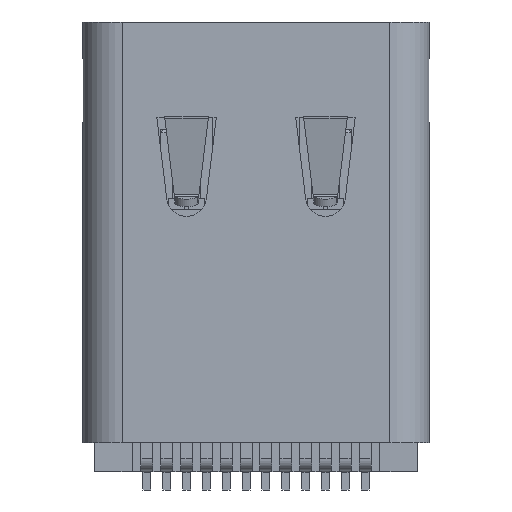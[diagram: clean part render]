
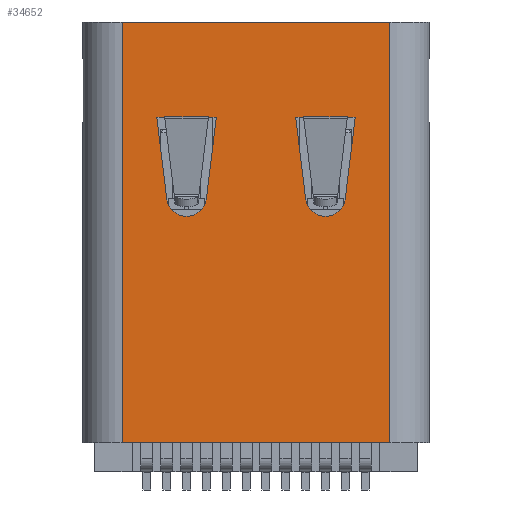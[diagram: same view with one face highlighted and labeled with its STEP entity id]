
A CAD part, front view. The second image highlights one B-rep face of the part: STEP entity #34652.
In plain terms, the highlighted face is planar.
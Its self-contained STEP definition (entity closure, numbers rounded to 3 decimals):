
#845 = CIRCLE( '', #36740,0.504 ) ;
#846 = CIRCLE( '', #36741,0.504 ) ;
#6389 = ORIENTED_EDGE( '',*,*, #14076, .F.) ;
#6390 = ORIENTED_EDGE( '',*,*, #14077, .T.) ;
#6391 = ORIENTED_EDGE( '',*,*, #14078, .F.) ;
#6392 = ORIENTED_EDGE( '',*,*, #14049, .T.) ;
#6393 = ORIENTED_EDGE( '',*,*, #14079, .T.) ;
#6394 = ORIENTED_EDGE( '',*,*, #14080, .F.) ;
#6395 = ORIENTED_EDGE( '',*,*, #14081, .F.) ;
#6396 = ORIENTED_EDGE( '',*,*, #14082, .F.) ;
#6397 = ORIENTED_EDGE( '',*,*, #14083, .F.) ;
#6398 = ORIENTED_EDGE( '',*,*, #14084, .F.) ;
#6399 = ORIENTED_EDGE( '',*,*, #14085, .F.) ;
#6400 = ORIENTED_EDGE( '',*,*, #14086, .T.) ;
#6401 = ORIENTED_EDGE( '',*,*, #14087, .F.) ;
#6402 = ORIENTED_EDGE( '',*,*, #14088, .T.) ;
#6403 = ORIENTED_EDGE( '',*,*, #14089, .T.) ;
#6404 = ORIENTED_EDGE( '',*,*, #14090, .F.) ;
#6405 = ORIENTED_EDGE( '',*,*, #14091, .F.) ;
#6406 = ORIENTED_EDGE( '',*,*, #14092, .F.) ;
#6407 = ORIENTED_EDGE( '',*,*, #14093, .F.) ;
#6408 = ORIENTED_EDGE( '',*,*, #14094, .F.) ;
#6409 = ORIENTED_EDGE( '',*,*, #14095, .F.) ;
#6410 = ORIENTED_EDGE( '',*,*, #14096, .F.) ;
#6411 = ORIENTED_EDGE( '',*,*, #14097, .T.) ;
#6412 = ORIENTED_EDGE( '',*,*, #14098, .T.) ;
#14049 = EDGE_CURVE( '', #18300, #18301, #22414, .T.) ;
#14076 = EDGE_CURVE( '', #18326, #18327, #22439, .T.) ;
#14077 = EDGE_CURVE( '', #18326, #18328, #22440, .T.) ;
#14078 = EDGE_CURVE( '', #18300, #18328, #22441, .T.) ;
#14079 = EDGE_CURVE( '', #18301, #18329, #22442, .T.) ;
#14080 = EDGE_CURVE( '', #18330, #18329, #22443, .T.) ;
#14081 = EDGE_CURVE( '', #18331, #18330, #22444, .T.) ;
#14082 = EDGE_CURVE( '', #18332, #18331, #845, .T.) ;
#14083 = EDGE_CURVE( '', #18333, #18332, #22445, .T.) ;
#14084 = EDGE_CURVE( '', #18327, #18333, #22446, .T.) ;
#14085 = EDGE_CURVE( '', #18334, #18335, #22447, .T.) ;
#14086 = EDGE_CURVE( '', #18334, #18336, #22448, .T.) ;
#14087 = EDGE_CURVE( '', #18337, #18336, #22449, .T.) ;
#14088 = EDGE_CURVE( '', #18337, #18338, #22450, .T.) ;
#14089 = EDGE_CURVE( '', #18338, #18339, #22451, .T.) ;
#14090 = EDGE_CURVE( '', #18340, #18339, #22452, .T.) ;
#14091 = EDGE_CURVE( '', #18341, #18340, #22453, .T.) ;
#14092 = EDGE_CURVE( '', #18342, #18341, #846, .T.) ;
#14093 = EDGE_CURVE( '', #18343, #18342, #22454, .T.) ;
#14094 = EDGE_CURVE( '', #18335, #18343, #22455, .T.) ;
#14095 = EDGE_CURVE( '', #18344, #18345, #22456, .T.) ;
#14096 = EDGE_CURVE( '', #18346, #18344, #22457, .T.) ;
#14097 = EDGE_CURVE( '', #18346, #18347, #22458, .T.) ;
#14098 = EDGE_CURVE( '', #18347, #18345, #22459, .T.) ;
#18300 = VERTEX_POINT( '', #51987 ) ;
#18301 = VERTEX_POINT( '', #51988 ) ;
#18326 = VERTEX_POINT( '', #52042 ) ;
#18327 = VERTEX_POINT( '', #52043 ) ;
#18328 = VERTEX_POINT( '', #52045 ) ;
#18329 = VERTEX_POINT( '', #52048 ) ;
#18330 = VERTEX_POINT( '', #52050 ) ;
#18331 = VERTEX_POINT( '', #52052 ) ;
#18332 = VERTEX_POINT( '', #52054 ) ;
#18333 = VERTEX_POINT( '', #52056 ) ;
#18334 = VERTEX_POINT( '', #52059 ) ;
#18335 = VERTEX_POINT( '', #52060 ) ;
#18336 = VERTEX_POINT( '', #52062 ) ;
#18337 = VERTEX_POINT( '', #52064 ) ;
#18338 = VERTEX_POINT( '', #52066 ) ;
#18339 = VERTEX_POINT( '', #52068 ) ;
#18340 = VERTEX_POINT( '', #52070 ) ;
#18341 = VERTEX_POINT( '', #52072 ) ;
#18342 = VERTEX_POINT( '', #52074 ) ;
#18343 = VERTEX_POINT( '', #52076 ) ;
#18344 = VERTEX_POINT( '', #52079 ) ;
#18345 = VERTEX_POINT( '', #52080 ) ;
#18346 = VERTEX_POINT( '', #52082 ) ;
#18347 = VERTEX_POINT( '', #52084 ) ;
#22414 = LINE( '', #51986, #26735 ) ;
#22439 = LINE( '', #52041, #26760 ) ;
#22440 = LINE( '', #52044, #26761 ) ;
#22441 = LINE( '', #52046, #26762 ) ;
#22442 = LINE( '', #52047, #26763 ) ;
#22443 = LINE( '', #52049, #26764 ) ;
#22444 = LINE( '', #52051, #26765 ) ;
#22445 = LINE( '', #52055, #26766 ) ;
#22446 = LINE( '', #52057, #26767 ) ;
#22447 = LINE( '', #52058, #26768 ) ;
#22448 = LINE( '', #52061, #26769 ) ;
#22449 = LINE( '', #52063, #26770 ) ;
#22450 = LINE( '', #52065, #26771 ) ;
#22451 = LINE( '', #52067, #26772 ) ;
#22452 = LINE( '', #52069, #26773 ) ;
#22453 = LINE( '', #52071, #26774 ) ;
#22454 = LINE( '', #52075, #26775 ) ;
#22455 = LINE( '', #52077, #26776 ) ;
#22456 = LINE( '', #52078, #26777 ) ;
#22457 = LINE( '', #52081, #26778 ) ;
#22458 = LINE( '', #52083, #26779 ) ;
#22459 = LINE( '', #52085, #26780 ) ;
#26735 = VECTOR( '', #42363,1000.) ;
#26760 = VECTOR( '', #42396,1000.) ;
#26761 = VECTOR( '', #42397,1000.) ;
#26762 = VECTOR( '', #42398,1000.) ;
#26763 = VECTOR( '', #42399,1000.) ;
#26764 = VECTOR( '', #42400,1000.) ;
#26765 = VECTOR( '', #42401,1000.) ;
#26766 = VECTOR( '', #42404,1000.) ;
#26767 = VECTOR( '', #42405,1000.) ;
#26768 = VECTOR( '', #42406,1000.) ;
#26769 = VECTOR( '', #42407,1000.) ;
#26770 = VECTOR( '', #42408,1000.) ;
#26771 = VECTOR( '', #42409,1000.) ;
#26772 = VECTOR( '', #42410,1000.) ;
#26773 = VECTOR( '', #42411,1000.) ;
#26774 = VECTOR( '', #42412,1000.) ;
#26775 = VECTOR( '', #42415,1000.) ;
#26776 = VECTOR( '', #42416,1000.) ;
#26777 = VECTOR( '', #42417,1000.) ;
#26778 = VECTOR( '', #42418,1000.) ;
#26779 = VECTOR( '', #42419,1000.) ;
#26780 = VECTOR( '', #42420,1000.) ;
#29504 = EDGE_LOOP( '', (#6389, #6390, #6391, #6392, #6393, #6394, #6395, #6396, #6397,
#6398 )) ;
#29505 = EDGE_LOOP( '', (#6399, #6400, #6401, #6402, #6403, #6404, #6405, #6406, #6407,
#6408 )) ;
#29506 = EDGE_LOOP( '', (#6409, #6410, #6411, #6412 )) ;
#31403 = FACE_BOUND( '', #29504, .T.) ;
#31404 = FACE_BOUND( '', #29505, .T.) ;
#31405 = FACE_BOUND( '', #29506, .T.) ;
#33177 = PLANE( '', #36739 ) ;
#34652 = ADVANCED_FACE( '', (#31403, #31404, #31405 ), #33177, .T.) ;
#36739 = AXIS2_PLACEMENT_3D( '', #52040, #42394, #42395 ) ;
#36740 = AXIS2_PLACEMENT_3D( '', #52053, #42402, #42403 ) ;
#36741 = AXIS2_PLACEMENT_3D( '', #52073, #42413, #42414 ) ;
#42363 = DIRECTION( '', (-1.,0.,0.)) ;
#42394 = DIRECTION( '', (0.,0.,1.)) ;
#42395 = DIRECTION( '', (1.,0.,0. )) ;
#42396 = DIRECTION( '', (0.,1.,0.)) ;
#42397 = DIRECTION( '', (-1.,0.,0.)) ;
#42398 = DIRECTION( '', (1.,0.,0. )) ;
#42399 = DIRECTION( '', (0.,1.,0.)) ;
#42400 = DIRECTION( '', (1.,0.,0. )) ;
#42401 = DIRECTION( '', (-0.121,-0.993,0. )) ;
#42402 = DIRECTION( '', (0.,0.,1.)) ;
#42403 = DIRECTION( '', (0.,-1.,0.)) ;
#42404 = DIRECTION( '', (-0.121,0.993,0. )) ;
#42405 = DIRECTION( '', (1.,0.,0. )) ;
#42406 = DIRECTION( '', (0.,1.,0.)) ;
#42407 = DIRECTION( '', (-1.,0.,0.)) ;
#42408 = DIRECTION( '', (1.,0.,0. )) ;
#42409 = DIRECTION( '', (-1.,0.,0.)) ;
#42410 = DIRECTION( '', (0.,1.,0.)) ;
#42411 = DIRECTION( '', (1.,0.,0. )) ;
#42412 = DIRECTION( '', (-0.121,-0.993,0. )) ;
#42413 = DIRECTION( '', (0.,0.,1.)) ;
#42414 = DIRECTION( '', (0.,-1.,0.)) ;
#42415 = DIRECTION( '', (-0.121,0.993,0. )) ;
#42416 = DIRECTION( '', (1.,0.,0. )) ;
#42417 = DIRECTION( '', (-1.,0.,0. )) ;
#42418 = DIRECTION( '', (0.,-1.,0.)) ;
#42419 = DIRECTION( '', (-1.,0.,0. )) ;
#42420 = DIRECTION( '', (0.,-1.,0.)) ;
#51986 = CARTESIAN_POINT( '', (1.2,-2.91,1.48 )) ;
#51987 = CARTESIAN_POINT( '', (1.2,-2.91,1.48 )) ;
#51988 = CARTESIAN_POINT( '', (1.198,-2.91,1.48 )) ;
#52040 = CARTESIAN_POINT( '', (-3.37,5.3,1.48 )) ;
#52041 = CARTESIAN_POINT( '', (2.302,-2.91,1.48 )) ;
#52042 = CARTESIAN_POINT( '', (2.302,-2.91,1.48 )) ;
#52043 = CARTESIAN_POINT( '', (2.302,-2.9,1.48 )) ;
#52044 = CARTESIAN_POINT( '', (1.2,-2.91,1.48 )) ;
#52045 = CARTESIAN_POINT( '', (2.3,-2.91,1.48 )) ;
#52046 = CARTESIAN_POINT( '', (1.2,-2.91,1.48 )) ;
#52047 = CARTESIAN_POINT( '', (1.198,-2.91,1.48 )) ;
#52048 = CARTESIAN_POINT( '', (1.198,-2.9,1.48 )) ;
#52049 = CARTESIAN_POINT( '', (1.,-2.9,1.48 )) ;
#52050 = CARTESIAN_POINT( '', (1.,-2.9,1.48 )) ;
#52051 = CARTESIAN_POINT( '', (1.25,-0.843,1.48 )) ;
#52052 = CARTESIAN_POINT( '', (1.25,-0.843,1.48 )) ;
#52053 = CARTESIAN_POINT( '', (1.75,-0.904,1.48 )) ;
#52054 = CARTESIAN_POINT( '', (2.25,-0.843,1.48 )) ;
#52055 = CARTESIAN_POINT( '', (2.5,-2.9,1.48 )) ;
#52056 = CARTESIAN_POINT( '', (2.5,-2.9,1.48 )) ;
#52057 = CARTESIAN_POINT( '', (2.3,-2.9,1.48 )) ;
#52058 = CARTESIAN_POINT( '', (-1.198,-2.91,1.48 )) ;
#52059 = CARTESIAN_POINT( '', (-1.198,-2.91,1.48 )) ;
#52060 = CARTESIAN_POINT( '', (-1.198,-2.9,1.48 )) ;
#52061 = CARTESIAN_POINT( '', (-2.3,-2.91,1.48 )) ;
#52062 = CARTESIAN_POINT( '', (-1.2,-2.91,1.48 )) ;
#52063 = CARTESIAN_POINT( '', (-2.3,-2.91,1.48 )) ;
#52064 = CARTESIAN_POINT( '', (-2.3,-2.91,1.48 )) ;
#52065 = CARTESIAN_POINT( '', (-2.3,-2.91,1.48 )) ;
#52066 = CARTESIAN_POINT( '', (-2.302,-2.91,1.48 )) ;
#52067 = CARTESIAN_POINT( '', (-2.302,-2.91,1.48 )) ;
#52068 = CARTESIAN_POINT( '', (-2.302,-2.9,1.48 )) ;
#52069 = CARTESIAN_POINT( '', (-2.3,-2.9,1.48 )) ;
#52070 = CARTESIAN_POINT( '', (-2.5,-2.9,1.48 )) ;
#52071 = CARTESIAN_POINT( '', (-2.25,-0.843,1.48 )) ;
#52072 = CARTESIAN_POINT( '', (-2.25,-0.843,1.48 )) ;
#52073 = CARTESIAN_POINT( '', (-1.75,-0.904,1.48 )) ;
#52074 = CARTESIAN_POINT( '', (-1.25,-0.843,1.48 )) ;
#52075 = CARTESIAN_POINT( '', (-1.,-2.9,1.48 )) ;
#52076 = CARTESIAN_POINT( '', (-1.,-2.9,1.48 )) ;
#52077 = CARTESIAN_POINT( '', (-1.,-2.9,1.48 )) ;
#52078 = CARTESIAN_POINT( '', (-3.37,-5.3,1.48 )) ;
#52079 = CARTESIAN_POINT( '', (3.37,-5.3,1.48 )) ;
#52080 = CARTESIAN_POINT( '', (-3.37,-5.3,1.48 )) ;
#52081 = CARTESIAN_POINT( '', (3.37,5.3,1.48 )) ;
#52082 = CARTESIAN_POINT( '', (3.37,5.3,1.48 )) ;
#52083 = CARTESIAN_POINT( '', (-3.37,5.3,1.48 )) ;
#52084 = CARTESIAN_POINT( '', (-3.37,5.3,1.48 )) ;
#52085 = CARTESIAN_POINT( '', (-3.37,5.3,1.48 )) ;
